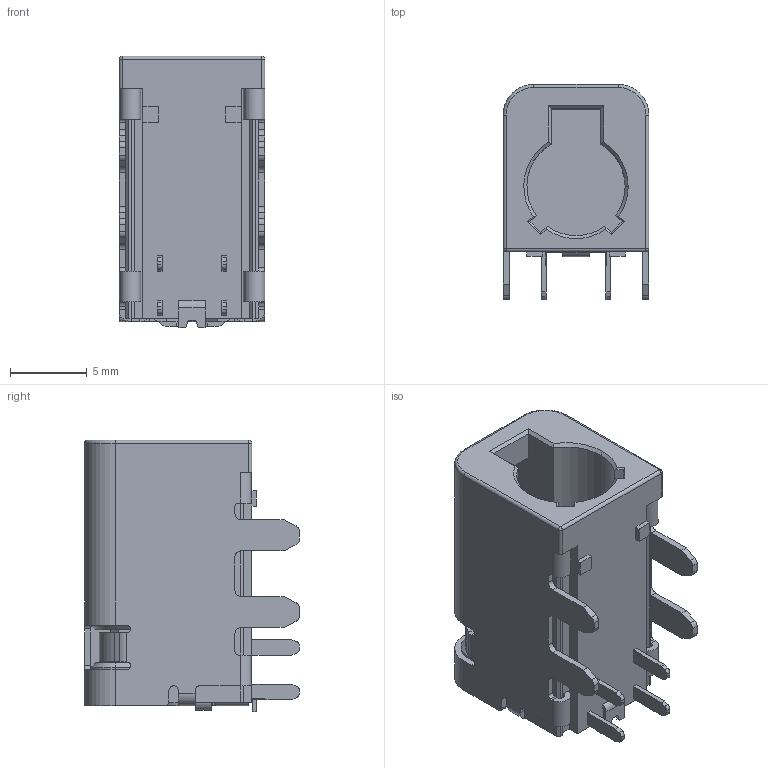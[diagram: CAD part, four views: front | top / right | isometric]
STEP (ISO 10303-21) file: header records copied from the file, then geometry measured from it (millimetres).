
FILE_DESCRIPTION (( 'STEP AP203' ), '1' );
FILE_NAME ('CMS1953-3D.STEP', '2019-12-10T02:18:33', ( '' ), ( '' ), 'SwSTEP 2.0', 'SolidWorks 2018', '' );
FILE_SCHEMA (( 'CONFIG_CONTROL_DESIGN' ));
Length unit declared in the file: millimetre
Products named in the file (1): CMS1953-3D
Bounding box: 9.5 x 14 x 17.7 mm (x, y, z)
Volume: 1242.2 mm3; surface area: 1404.9 mm2
Topology: 1 solids, 1 shells, 469 faces, 1253 edges, 801 vertices
Faces by surface type: plane 318, cylinder 138, cone 8, sphere 2, torus 2, bspline 1
Entity records: 14572 total; most frequent: CARTESIAN_POINT 2605, ORIENTED_EDGE 2502, DIRECTION 2463, EDGE_CURVE 1251, VECTOR 937, LINE 937, VERTEX_POINT 801, AXIS2_PLACEMENT_3D 763
